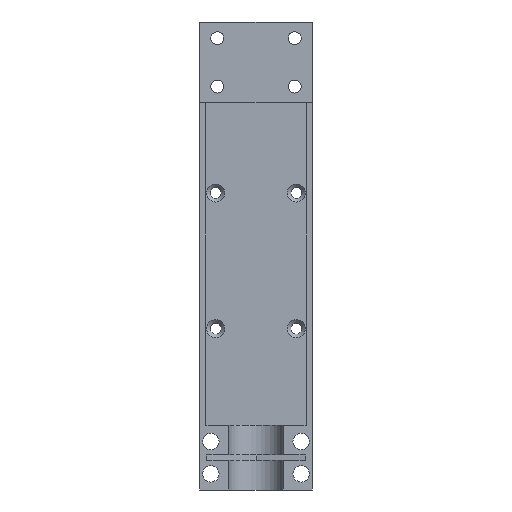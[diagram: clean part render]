
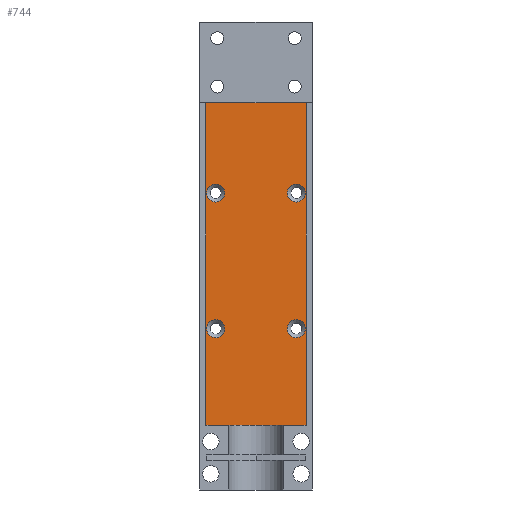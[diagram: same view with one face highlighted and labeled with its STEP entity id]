
A CAD part, front view. The second image highlights one B-rep face of the part: STEP entity #744.
In plain terms, the highlighted planar face has unit normal (0, -1, 0).
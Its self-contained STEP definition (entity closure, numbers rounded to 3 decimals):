
#25=FACE_BOUND('',#137,.T.);
#26=FACE_BOUND('',#138,.T.);
#27=FACE_BOUND('',#139,.T.);
#28=FACE_BOUND('',#140,.T.);
#56=PLANE('',#827);
#93=FACE_OUTER_BOUND('',#136,.T.);
#136=EDGE_LOOP('',(#647,#648,#649,#650));
#137=EDGE_LOOP('',(#651));
#138=EDGE_LOOP('',(#652));
#139=EDGE_LOOP('',(#653));
#140=EDGE_LOOP('',(#654));
#215=LINE('',#1221,#284);
#219=LINE('',#1228,#288);
#222=LINE('',#1233,#291);
#223=LINE('',#1235,#292);
#284=VECTOR('',#1012,10.);
#288=VECTOR('',#1018,10.);
#291=VECTOR('',#1023,10.);
#292=VECTOR('',#1026,10.);
#310=CIRCLE('',#791,2.8);
#313=CIRCLE('',#796,2.8);
#316=CIRCLE('',#801,2.8);
#319=CIRCLE('',#806,2.8);
#369=VERTEX_POINT('',#1148);
#372=VERTEX_POINT('',#1158);
#375=VERTEX_POINT('',#1168);
#378=VERTEX_POINT('',#1178);
#390=VERTEX_POINT('',#1218);
#391=VERTEX_POINT('',#1220);
#392=VERTEX_POINT('',#1225);
#393=VERTEX_POINT('',#1227);
#447=EDGE_CURVE('',#369,#369,#310,.T.);
#452=EDGE_CURVE('',#372,#372,#313,.T.);
#457=EDGE_CURVE('',#375,#375,#316,.T.);
#462=EDGE_CURVE('',#378,#378,#319,.T.);
#483=EDGE_CURVE('',#391,#390,#215,.T.);
#487=EDGE_CURVE('',#393,#392,#219,.T.);
#490=EDGE_CURVE('',#391,#392,#222,.T.);
#491=EDGE_CURVE('',#390,#393,#223,.T.);
#647=ORIENTED_EDGE('',*,*,#483,.T.);
#648=ORIENTED_EDGE('',*,*,#491,.T.);
#649=ORIENTED_EDGE('',*,*,#487,.T.);
#650=ORIENTED_EDGE('',*,*,#490,.F.);
#651=ORIENTED_EDGE('',*,*,#447,.T.);
#652=ORIENTED_EDGE('',*,*,#452,.T.);
#653=ORIENTED_EDGE('',*,*,#457,.T.);
#654=ORIENTED_EDGE('',*,*,#462,.T.);
#744=ADVANCED_FACE('',(#93,#25,#26,#27,#28),#56,.F.);
#791=AXIS2_PLACEMENT_3D('',#1149,#928,#929);
#796=AXIS2_PLACEMENT_3D('',#1159,#940,#941);
#801=AXIS2_PLACEMENT_3D('',#1169,#952,#953);
#806=AXIS2_PLACEMENT_3D('',#1179,#964,#965);
#827=AXIS2_PLACEMENT_3D('',#1234,#1024,#1025);
#928=DIRECTION('center_axis',(0.,1.,0.));
#929=DIRECTION('ref_axis',(0.,0.,-1.));
#940=DIRECTION('center_axis',(0.,1.,0.));
#941=DIRECTION('ref_axis',(0.,0.,-1.));
#952=DIRECTION('center_axis',(0.,1.,0.));
#953=DIRECTION('ref_axis',(0.,0.,-1.));
#964=DIRECTION('center_axis',(0.,1.,0.));
#965=DIRECTION('ref_axis',(0.,0.,-1.));
#1012=DIRECTION('',(-1.,0.,0.));
#1018=DIRECTION('',(1.,0.,0.));
#1023=DIRECTION('',(0.,0.,-1.));
#1024=DIRECTION('center_axis',(0.,1.,0.));
#1025=DIRECTION('ref_axis',(1.,0.,0.));
#1026=DIRECTION('',(0.,0.,-1.));
#1148=CARTESIAN_POINT('',(12.5,9.,52.8));
#1149=CARTESIAN_POINT('Origin',(12.5,9.,50.));
#1158=CARTESIAN_POINT('',(-12.5,9.,94.8));
#1159=CARTESIAN_POINT('Origin',(-12.5,9.,92.));
#1168=CARTESIAN_POINT('',(12.5,9.,94.8));
#1169=CARTESIAN_POINT('Origin',(12.5,9.,92.));
#1178=CARTESIAN_POINT('',(-12.5,9.,52.8));
#1179=CARTESIAN_POINT('Origin',(-12.5,9.,50.));
#1218=CARTESIAN_POINT('',(-15.5,9.,120.));
#1220=CARTESIAN_POINT('',(15.5,9.,120.));
#1221=CARTESIAN_POINT('',(1.,9.,120.));
#1225=CARTESIAN_POINT('',(15.5,9.,20.));
#1227=CARTESIAN_POINT('',(-15.5,9.,20.));
#1228=CARTESIAN_POINT('',(-15.5,9.,20.));
#1233=CARTESIAN_POINT('',(15.5,9.,120.));
#1234=CARTESIAN_POINT('Origin',(-15.5,9.,120.));
#1235=CARTESIAN_POINT('',(-15.5,9.,120.));
